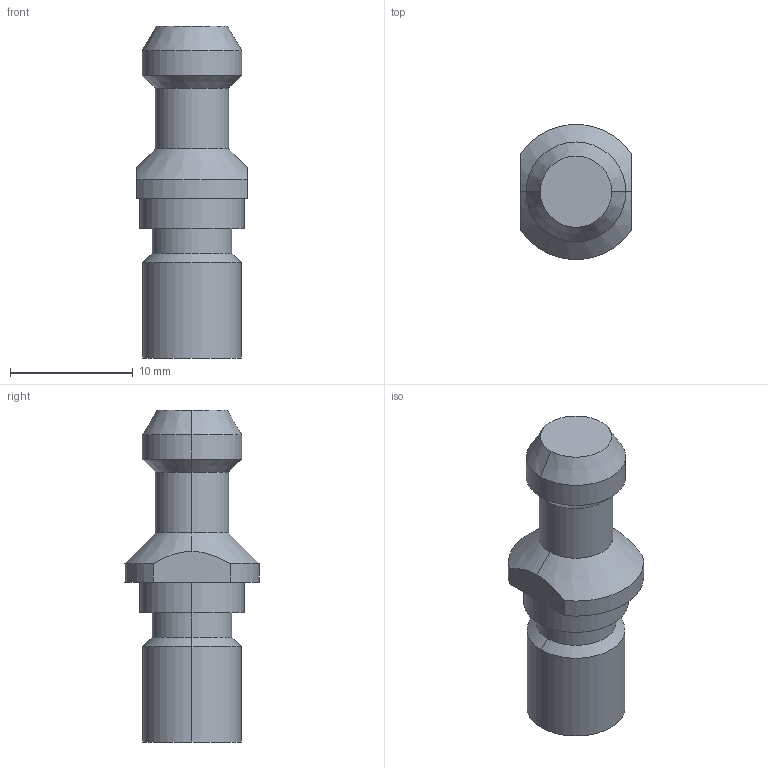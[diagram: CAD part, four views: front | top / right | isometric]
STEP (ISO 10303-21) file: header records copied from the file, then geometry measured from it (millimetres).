
FILE_DESCRIPTION (( 'STEP AP203' ), '1' );
FILE_NAME ('STP-17800.STEP', '2020-12-17T02:15:19', ( '' ), ( '' ), 'SwSTEP 2.0', 'SolidWorks 2017', '' );
FILE_SCHEMA (( 'CONFIG_CONTROL_DESIGN' ));
Length unit declared in the file: millimetre
Products named in the file (1): STP-17800
Bounding box: 9 x 10.96 x 27 mm (x, y, z)
Volume: 1261.9 mm3; surface area: 825 mm2
Topology: 1 solids, 1 shells, 26 faces, 54 edges, 32 vertices
Faces by surface type: cylinder 12, cone 8, plane 6
Entity records: 789 total; most frequent: CARTESIAN_POINT 145, DIRECTION 130, ORIENTED_EDGE 108, EDGE_CURVE 54, AXIS2_PLACEMENT_3D 53, VERTEX_POINT 32, EDGE_LOOP 28, ADVANCED_FACE 26
